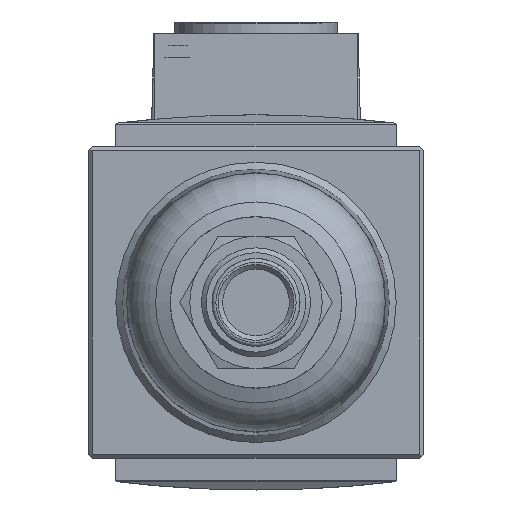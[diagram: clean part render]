
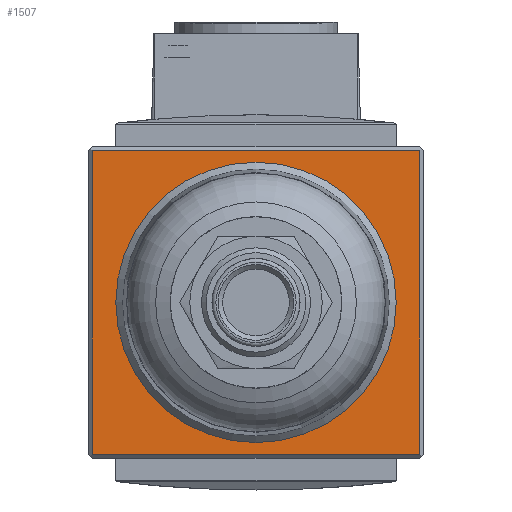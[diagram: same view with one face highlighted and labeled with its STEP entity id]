
A CAD part, front view. The second image highlights one B-rep face of the part: STEP entity #1507.
In plain terms, the highlighted planar face has unit normal (0, -1, 0).
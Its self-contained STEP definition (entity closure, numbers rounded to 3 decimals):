
#1507 = ADVANCED_FACE( '', ( #3144 ), #3145, .F. );
#3144 = FACE_OUTER_BOUND( '', #4956, .T. );
#3145 = PLANE( '', #4957 );
#4956 = EDGE_LOOP( '', ( #9276, #9277, #9278, #9279 ) );
#4957 = AXIS2_PLACEMENT_3D( '', #9280, #9281, #9282 );
#9276 = ORIENTED_EDGE( '', *, *, #12230, .F. );
#9277 = ORIENTED_EDGE( '', *, *, #12231, .F. );
#9278 = ORIENTED_EDGE( '', *, *, #10741, .T. );
#9279 = ORIENTED_EDGE( '', *, *, #11112, .T. );
#9280 = CARTESIAN_POINT( '', ( -21., 0., 20. ) );
#9281 = DIRECTION( '', ( 0., 1., 0. ) );
#9282 = DIRECTION( '', ( 0., 0., 1. ) );
#10741 = EDGE_CURVE( '', #12975, #12973, #12976, .T. );
#11112 = EDGE_CURVE( '', #12973, #13594, #13596, .T. );
#12230 = EDGE_CURVE( '', #15189, #13594, #15190, .T. );
#12231 = EDGE_CURVE( '', #12975, #15189, #15191, .T. );
#12973 = VERTEX_POINT( '', #16133 );
#12975 = VERTEX_POINT( '', #16136 );
#12976 = LINE( '', #16137, #16138 );
#13594 = VERTEX_POINT( '', #16995 );
#13596 = LINE( '', #16998, #16999 );
#15189 = VERTEX_POINT( '', #19539 );
#15190 = LINE( '', #19540, #19541 );
#15191 = LINE( '', #19542, #19543 );
#16133 = CARTESIAN_POINT( '', ( -21., 0., 19.5 ) );
#16136 = CARTESIAN_POINT( '', ( 21., 0., 19.5 ) );
#16137 = CARTESIAN_POINT( '', ( 21.5, 0., 19.5 ) );
#16138 = VECTOR( '', #20247, 1000. );
#16995 = CARTESIAN_POINT( '', ( -21., 0., -19.5 ) );
#16998 = CARTESIAN_POINT( '', ( -21., 0., 20. ) );
#16999 = VECTOR( '', #20774, 1000. );
#19539 = CARTESIAN_POINT( '', ( 21., 0., -19.5 ) );
#19540 = CARTESIAN_POINT( '', ( 21.5, 0., -19.5 ) );
#19541 = VECTOR( '', #22077, 1000. );
#19542 = CARTESIAN_POINT( '', ( 21., 0., 20. ) );
#19543 = VECTOR( '', #22078, 1000. );
#20247 = DIRECTION( '', ( -1., 0., 0. ) );
#20774 = DIRECTION( '', ( 0., 0., -1. ) );
#22077 = DIRECTION( '', ( -1., 0., 0. ) );
#22078 = DIRECTION( '', ( 0., 0., -1. ) );
